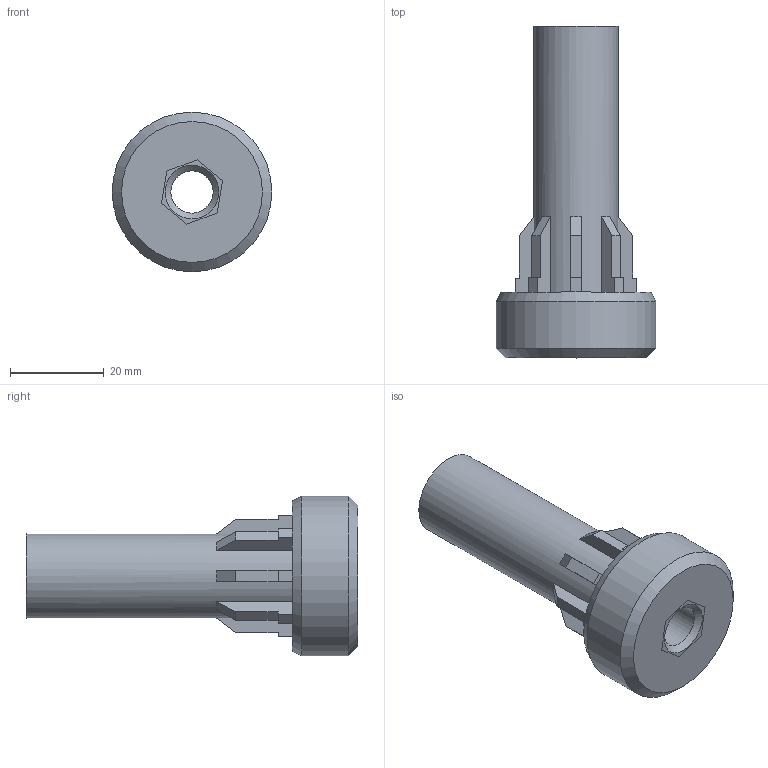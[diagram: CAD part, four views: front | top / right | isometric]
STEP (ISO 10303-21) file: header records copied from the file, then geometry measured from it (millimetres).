
FILE_DESCRIPTION((''),'2;1');
FILE_NAME('86320- poprawione.stp','2020-07-22T09:23:32',('trakoczy'),(''),'Autodesk Inventor 2013','Autodesk Inventor 2013','');
FILE_SCHEMA(('AUTOMOTIVE_DESIGN { 1 0 10303 214 1 1 1 1 }'));
Length unit declared in the file: millimetre
Products named in the file (3): 86320; 86320- I; 86320- II
Assembly tree (2 placements, depth 2):
  86320
    86320- I
    86320- II
Bounding box: 34 x 70.65 x 34 mm (x, y, z)
Volume: 16727.5 mm3; surface area: 12719.1 mm2
Topology: 2 solids, 2 shells, 79 faces, 211 edges, 138 vertices
Faces by surface type: plane 70, cylinder 6, cone 3
Full cylindrical faces by diameter (mm): 9 x1, 12 x2, 18 x1, 30 x1, 34 x1
Entity records: 2467 total; most frequent: CARTESIAN_POINT 420, DIRECTION 400, ORIENTED_EDGE 400, EDGE_CURVE 200, VECTOR 168, LINE 168, VERTEX_POINT 136, AXIS2_PLACEMENT_3D 116
